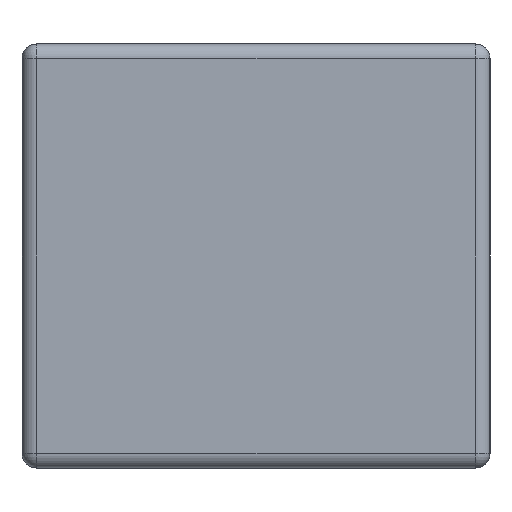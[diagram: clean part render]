
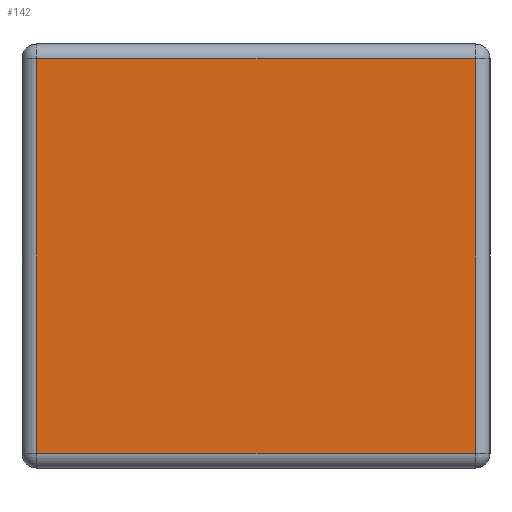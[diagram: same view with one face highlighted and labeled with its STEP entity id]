
A CAD part, left-side view. The second image highlights one B-rep face of the part: STEP entity #142.
In plain terms, the highlighted planar face has unit normal (-1, 0, 0).
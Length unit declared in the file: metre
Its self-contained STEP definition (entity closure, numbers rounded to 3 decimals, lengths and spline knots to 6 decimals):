
#142 = ADVANCED_FACE( '', ( #281 ), #282, .F. );
#281 = FACE_OUTER_BOUND( '', #418, .T. );
#282 = PLANE( '', #419 );
#418 = EDGE_LOOP( '', ( #724, #725, #726, #727 ) );
#419 = AXIS2_PLACEMENT_3D( '', #728, #729, #730 );
#724 = ORIENTED_EDGE( '', *, *, #854, .T. );
#725 = ORIENTED_EDGE( '', *, *, #874, .T. );
#726 = ORIENTED_EDGE( '', *, *, #816, .T. );
#727 = ORIENTED_EDGE( '', *, *, #777, .T. );
#728 = CARTESIAN_POINT( '', ( -0.0016, -0.0008, 0.000725 ) );
#729 = DIRECTION( '', ( 1., 0., 0. ) );
#730 = DIRECTION( '', ( 0., 0., -1. ) );
#777 = EDGE_CURVE( '', #905, #909, #911, .F. );
#816 = EDGE_CURVE( '', #970, #905, #971, .F. );
#854 = EDGE_CURVE( '', #909, #1028, #1030, .T. );
#874 = EDGE_CURVE( '', #1028, #970, #1052, .T. );
#905 = VERTEX_POINT( '', #1085 );
#909 = VERTEX_POINT( '', #1090 );
#911 = LINE( '', #1092, #1093 );
#970 = VERTEX_POINT( '', #1174 );
#971 = LINE( '', #1175, #1176 );
#1028 = VERTEX_POINT( '', #1251 );
#1030 = LINE( '', #1253, #1254 );
#1052 = LINE( '', #1279, #1280 );
#1085 = CARTESIAN_POINT( '', ( -0.0016, -0.00075, 0.00005 ) );
#1090 = CARTESIAN_POINT( '', ( -0.0016, -0.00075, 0.0014 ) );
#1092 = CARTESIAN_POINT( '', ( -0.0016, -0.00075, 0.00145 ) );
#1093 = VECTOR( '', #1319, 1. );
#1174 = CARTESIAN_POINT( '', ( -0.0016, 0.00075, 0.00005 ) );
#1175 = CARTESIAN_POINT( '', ( -0.0016, -0.0008, 0.00005 ) );
#1176 = VECTOR( '', #1360, 1. );
#1251 = CARTESIAN_POINT( '', ( -0.0016, 0.00075, 0.0014 ) );
#1253 = CARTESIAN_POINT( '', ( -0.0016, -0.0008, 0.0014 ) );
#1254 = VECTOR( '', #1412, 1. );
#1279 = CARTESIAN_POINT( '', ( -0.0016, 0.00075, 0.000725 ) );
#1280 = VECTOR( '', #1440, 1. );
#1319 = DIRECTION( '', ( 0., 0., -1. ) );
#1360 = DIRECTION( '', ( 0., 1., 0. ) );
#1412 = DIRECTION( '', ( 0., 1., 0. ) );
#1440 = DIRECTION( '', ( 0., 0., -1. ) );
